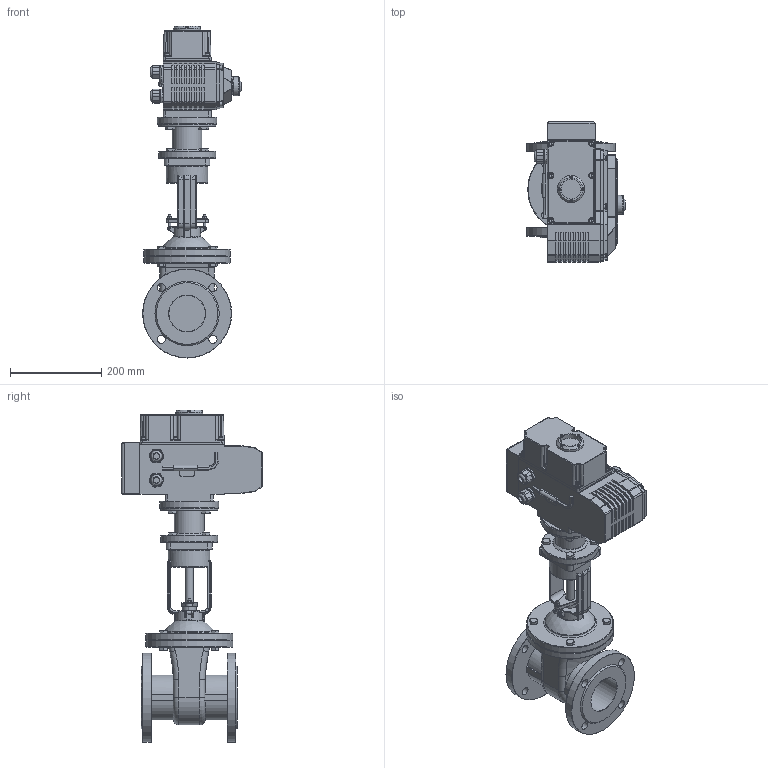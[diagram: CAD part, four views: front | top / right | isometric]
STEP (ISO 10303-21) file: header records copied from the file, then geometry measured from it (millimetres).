
FILE_DESCRIPTION(/* description */ (''),/* implementation_level */ '2;1');
FILE_NAME(/* name */ 'DN80_3D_STEP.stp',/* time_stamp */ '2025-04-15T00:36:49+03:00',/* author */ ('igorr'),/* organization */ (''),/* preprocessor_version */ 'ST-DEVELOPER v20',/* originating_system */ 'Autodesk Inventor 2025',/* authorisation */ '');
FILE_SCHEMA (('AUTOMOTIVE_DESIGN { 1 0 10303 214 3 1 1 }'));
Length unit declared in the file: millimetre
Products named in the file (12): Сборка1; Тип Б; Сборка; Деталь; AS 1420 - 1973 - M3 x 6; AS 1420 - 1973 - M6 x 16; AS 1420 - 1973 - M5 x 16; Деталь3; AS 1110 - M12 x 20; Деталь1; ANSI B18.2.4.2M - M5x0,8; AS 1110 - M10 x 16
Assembly tree (39 placements, depth 3):
  Сборка1
    Тип Б
    Сборка
      Деталь
      AS 1420 - 1973 - M3 x 6  x4
      AS 1420 - 1973 - M6 x 16  x6
      AS 1420 - 1973 - M5 x 16  x6
      Деталь3
    AS 1110 - M12 x 20  x4
    Деталь1
    ANSI B18.2.4.2M - M5x0,8  x2
    AS 1110 - M10 x 16  x12
Bounding box: 216.5 x 308 x 727.5 mm (x, y, z)
Volume: 10484806.6 mm3; surface area: 884061.9 mm2
Topology: 40 solids, 45 shells, 1886 faces, 4698 edges, 2974 vertices
Faces by surface type: plane 1010, cylinder 487, cone 195, torus 123, bspline 70, sphere 1
Full cylindrical faces by diameter (mm): 3 x7, 4.134 x2, 5 x10, 5.5 x4, 6 x6, 7 x4, 8 x2, 8.5 x6, 9 x4, 10 x22, 12 x16, 13.606 x2, 14 x4, 16 x12, 18 x13, 20 x1, 27.184 x2, 30 x1, 32 x2, 41.63 x1, 41.932 x1, 44 x1, 45 x1, 48.957 x1, 50 x1, 60 x2, 65 x1, 70 x1, 74 x1, 80 x3
Entity records: 44580 total; most frequent: CARTESIAN_POINT 9808, DIRECTION 6935, ORIENTED_EDGE 6920, EDGE_CURVE 3460, AXIS2_PLACEMENT_3D 2474, VERTEX_POINT 2213, LINE 1987, VECTOR 1987
